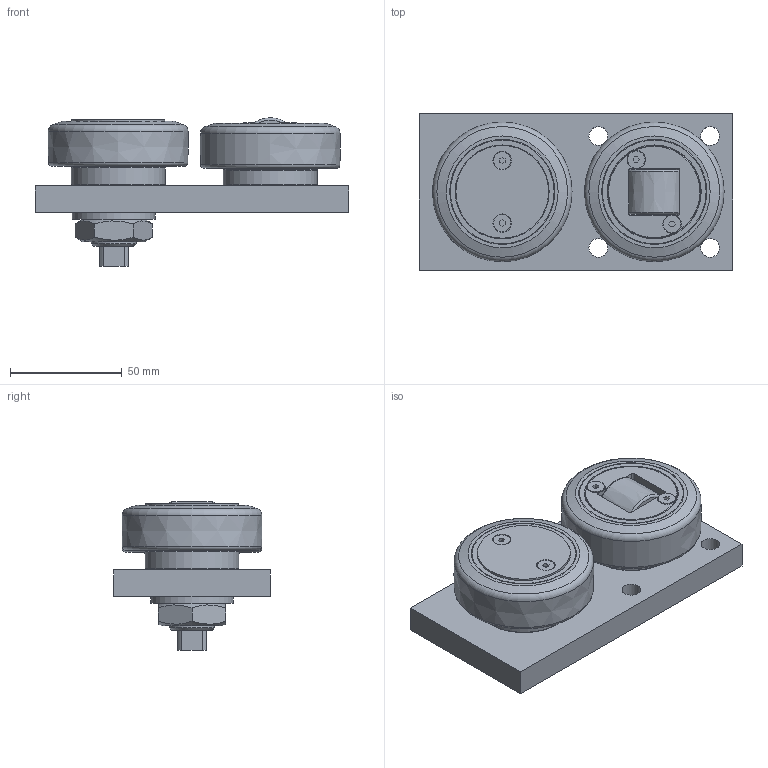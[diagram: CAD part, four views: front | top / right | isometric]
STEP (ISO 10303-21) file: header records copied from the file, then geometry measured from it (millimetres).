
FILE_DESCRIPTION(/* description */ ('-','CAx-IF Rec.Pracs.---Representation and Presentation of Product Manufacturing Information (PMI)---4.0---2014-10-13'),/* implementation_level */ '2;1');
FILE_NAME(/* name */ '8bd7497d-1d0e-456d-bea4-f5f5ca1ba79d.stp',/* time_stamp */ '2020-04-01T16:04:50+02:00',/* author */ ('-'),/* organization */ ('NTI CADcenter A/S'),/* preprocessor_version */ 'ST-DEVELOPER v18',/* originating_system */ 'Autodesk Inventor 2020',/* authorisation */ '-');
FILE_SCHEMA (('AP242_MANAGED_MODEL_BASED_3D_ENGINEERING_MIM_LF { 1 0 10303 442 1 1 4 }'));
Length unit declared in the file: millimetre
Products named in the file (1): FE 060.5200_Kontur
Bounding box: 140 x 70 x 66.49 mm (x, y, z)
Volume: 263334.5 mm3; surface area: 66810.1 mm2
Topology: 1 solids, 1 shells, 469 faces, 1245 edges, 766 vertices
Faces by surface type: plane 245, cylinder 182, cone 22, torus 17, bspline 3
Full cylindrical faces by diameter (mm): 2 x1, 2.5 x2, 3 x1, 4 x3, 4.3 x2, 4.917 x1, 7.8 x4, 8.3 x2, 8.376 x4, 11 x3, 12.4 x2, 14.4 x2, 20 x1, 37 x1, 38 x2, 41.5 x2, 42 x4, 42.1 x3, 42.971 x2, 45 x1, 45.5 x1, 47 x6
Entity records: 15848 total; most frequent: DIRECTION 3019, CARTESIAN_POINT 2978, ORIENTED_EDGE 2630, EDGE_CURVE 1315, AXIS2_PLACEMENT_3D 1281, CIRCLE 811, VERTEX_POINT 766, EDGE_LOOP 561
